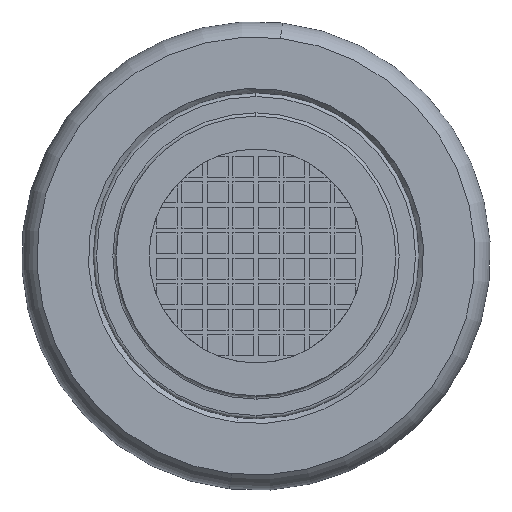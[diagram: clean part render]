
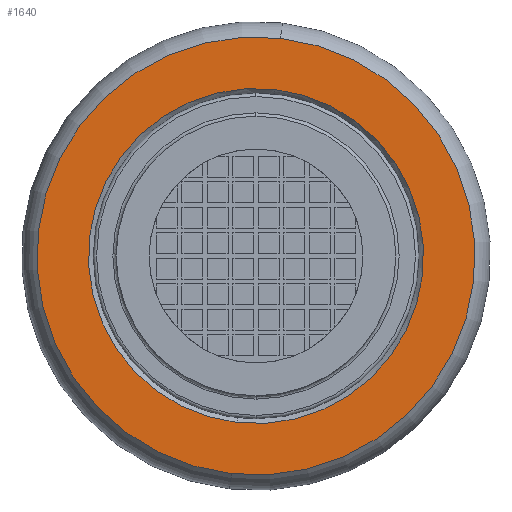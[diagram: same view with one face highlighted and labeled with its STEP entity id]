
A CAD part, left-side view. The second image highlights one B-rep face of the part: STEP entity #1640.
In plain terms, the highlighted planar face has unit normal (-1, 0, 0).
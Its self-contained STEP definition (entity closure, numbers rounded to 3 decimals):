
#1412=CARTESIAN_POINT('',(2.05,1.496,-13.23));
#1413=VERTEX_POINT('',#1412);
#1421=CARTESIAN_POINT('',(2.05,13.23,1.496));
#1422=VERTEX_POINT('',#1421);
#1423=CARTESIAN_POINT('',(2.05,0.,0.));
#1424=DIRECTION('',(-1.,0.,0.));
#1425=DIRECTION('',(0.,0.994,0.112));
#1426=AXIS2_PLACEMENT_3D('',#1423,#1424,#1425);
#1427=CIRCLE('',#1426,13.314);
#1428=EDGE_CURVE('',#1422,#1413,#1427,.T.);
#1430=CARTESIAN_POINT('',(2.05,-1.496,13.23));
#1431=VERTEX_POINT('',#1430);
#1432=CARTESIAN_POINT('',(2.05,0.,0.));
#1433=DIRECTION('',(-1.,0.,0.));
#1434=DIRECTION('',(0.,0.994,0.112));
#1435=AXIS2_PLACEMENT_3D('',#1432,#1433,#1434);
#1436=CIRCLE('',#1435,13.314);
#1437=EDGE_CURVE('',#1431,#1422,#1436,.T.);
#1454=CARTESIAN_POINT('',(2.05,-1.144,10.121));
#1455=VERTEX_POINT('',#1454);
#1465=CARTESIAN_POINT('',(2.05,10.121,1.144));
#1466=VERTEX_POINT('',#1465);
#1467=CARTESIAN_POINT('',(2.05,0.,0.));
#1468=DIRECTION('',(-1.,0.,0.));
#1469=DIRECTION('',(0.,0.994,0.112));
#1470=AXIS2_PLACEMENT_3D('',#1467,#1468,#1469);
#1471=CIRCLE('',#1470,10.186);
#1472=EDGE_CURVE('',#1455,#1466,#1471,.T.);
#1474=CARTESIAN_POINT('',(2.05,1.144,-10.121));
#1475=VERTEX_POINT('',#1474);
#1476=CARTESIAN_POINT('',(2.05,0.,0.));
#1477=DIRECTION('',(-1.,0.,0.));
#1478=DIRECTION('',(0.,0.994,0.112));
#1479=AXIS2_PLACEMENT_3D('',#1476,#1477,#1478);
#1480=CIRCLE('',#1479,10.186);
#1481=EDGE_CURVE('',#1466,#1475,#1480,.T.);
#1581=CARTESIAN_POINT('',(2.05,0.,0.));
#1582=DIRECTION('',(-1.,0.,0.));
#1583=DIRECTION('',(0.,0.994,0.112));
#1584=AXIS2_PLACEMENT_3D('',#1581,#1582,#1583);
#1585=CIRCLE('',#1584,10.186);
#1586=EDGE_CURVE('',#1475,#1455,#1585,.T.);
#1614=CARTESIAN_POINT('',(2.05,0.,0.));
#1615=DIRECTION('',(-1.,0.,0.));
#1616=DIRECTION('',(0.,0.994,0.112));
#1617=AXIS2_PLACEMENT_3D('',#1614,#1615,#1616);
#1618=CIRCLE('',#1617,13.314);
#1619=EDGE_CURVE('',#1413,#1431,#1618,.T.);
#1625=CARTESIAN_POINT('',(2.05,11.676,1.32));
#1626=DIRECTION('',(-1.0,0.0,0.0));
#1627=DIRECTION('',(0.0,-0.112,0.994));
#1628=AXIS2_PLACEMENT_3D('',#1625,#1626,#1627);
#1629=PLANE('',#1628);
#1630=ORIENTED_EDGE('',*,*,#1428,.T.);
#1631=ORIENTED_EDGE('',*,*,#1619,.T.);
#1632=ORIENTED_EDGE('',*,*,#1437,.T.);
#1633=EDGE_LOOP('',(#1630,#1631,#1632));
#1634=FACE_OUTER_BOUND('',#1633,.T.);
#1635=ORIENTED_EDGE('',*,*,#1481,.F.);
#1636=ORIENTED_EDGE('',*,*,#1472,.F.);
#1637=ORIENTED_EDGE('',*,*,#1586,.F.);
#1638=EDGE_LOOP('',(#1635,#1636,#1637));
#1639=FACE_BOUND('',#1638,.T.);
#1640=ADVANCED_FACE('',(#1634,#1639),#1629,.T.);
